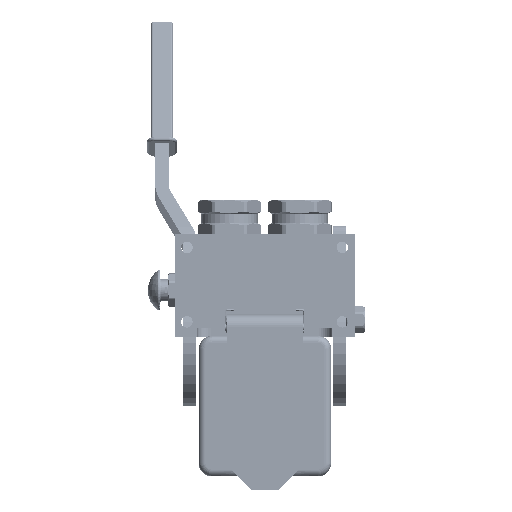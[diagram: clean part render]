
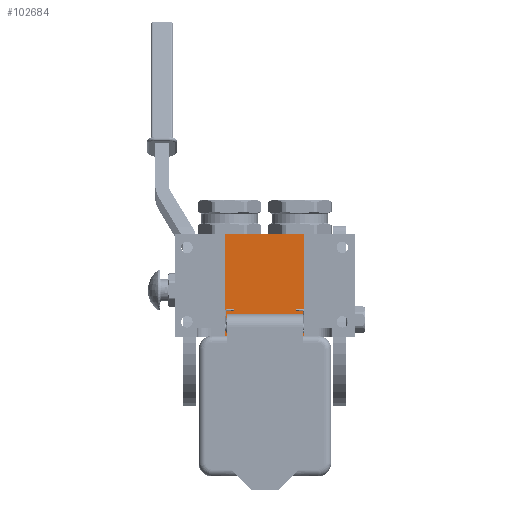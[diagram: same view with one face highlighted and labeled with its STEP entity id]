
A CAD part, left-side view. The second image highlights one B-rep face of the part: STEP entity #102684.
In plain terms, the highlighted face is planar.
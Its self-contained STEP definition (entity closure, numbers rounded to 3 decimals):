
#3431 = VERTEX_POINT ( 'NONE', #73821 ) ;
#3510 = DIRECTION ( 'NONE',  ( 0., 0., -1. ) ) ;
#4753 = ORIENTED_EDGE ( 'NONE', *, *, #34732, .F. ) ;
#17361 = DIRECTION ( 'NONE',  ( 0., 1., 0. ) ) ;
#18332 = CARTESIAN_POINT ( 'NONE',  ( 29., 38.15, -40.5 ) ) ;
#18488 = LINE ( 'NONE', #44826, #121053 ) ;
#21611 = VECTOR ( 'NONE', #94450, 1000. ) ;
#27986 = EDGE_LOOP ( 'NONE', ( #114964, #4753, #107139, #83659 ) ) ;
#30362 = VECTOR ( 'NONE', #97778, 1000. ) ;
#34504 = FACE_OUTER_BOUND ( 'NONE', #27986, .T. ) ;
#34732 = EDGE_CURVE ( 'NONE', #81595, #3431, #83464, .T. ) ;
#34774 = EDGE_CURVE ( 'NONE', #84702, #3431, #112152, .T. ) ;
#34856 = LINE ( 'NONE', #40394, #30362 ) ;
#40394 = CARTESIAN_POINT ( 'NONE',  ( 29., -38.15, -40.5 ) ) ;
#44826 = CARTESIAN_POINT ( 'NONE',  ( 29., -38.15, -40.5 ) ) ;
#46782 = CARTESIAN_POINT ( 'NONE',  ( -29., -38.15, -40.5 ) ) ;
#50235 = VECTOR ( 'NONE', #17361, 1000. ) ;
#54124 = DIRECTION ( 'NONE',  ( 0., 1., 0. ) ) ;
#59353 = AXIS2_PLACEMENT_3D ( 'NONE', #81436, #3510, #100893 ) ;
#71217 = EDGE_CURVE ( 'NONE', #115228, #81595, #18488, .T. ) ;
#73821 = CARTESIAN_POINT ( 'NONE',  ( -29., 38.15, -40.5 ) ) ;
#81436 = CARTESIAN_POINT ( 'NONE',  ( 29., -38.15, -40.5 ) ) ;
#81595 = VERTEX_POINT ( 'NONE', #18332 ) ;
#83464 = LINE ( 'NONE', #123164, #21611 ) ;
#83659 = ORIENTED_EDGE ( 'NONE', *, *, #96344, .T. ) ;
#84702 = VERTEX_POINT ( 'NONE', #88778 ) ;
#88778 = CARTESIAN_POINT ( 'NONE',  ( -29., -38.15, -40.5 ) ) ;
#94450 = DIRECTION ( 'NONE',  ( -1., 0., 0. ) ) ;
#96344 = EDGE_CURVE ( 'NONE', #115228, #84702, #34856, .T. ) ;
#97778 = DIRECTION ( 'NONE',  ( -1., 0., 0. ) ) ;
#100893 = DIRECTION ( 'NONE',  ( -1., 0., 0. ) ) ;
#102684 = ADVANCED_FACE ( 'NONE', ( #34504 ), #110171, .T. ) ;
#104475 = CARTESIAN_POINT ( 'NONE',  ( 29., -38.15, -40.5 ) ) ;
#107139 = ORIENTED_EDGE ( 'NONE', *, *, #71217, .F. ) ;
#110171 = PLANE ( 'NONE',  #59353 ) ;
#112152 = LINE ( 'NONE', #46782, #50235 ) ;
#114964 = ORIENTED_EDGE ( 'NONE', *, *, #34774, .T. ) ;
#115228 = VERTEX_POINT ( 'NONE', #104475 ) ;
#121053 = VECTOR ( 'NONE', #54124, 1000. ) ;
#123164 = CARTESIAN_POINT ( 'NONE',  ( 29., 38.15, -40.5 ) ) ;
